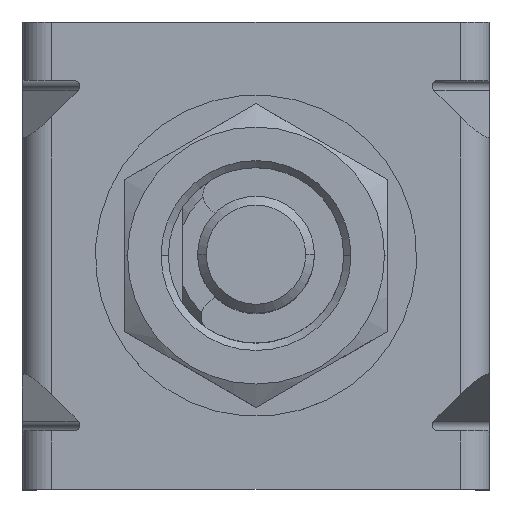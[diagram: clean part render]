
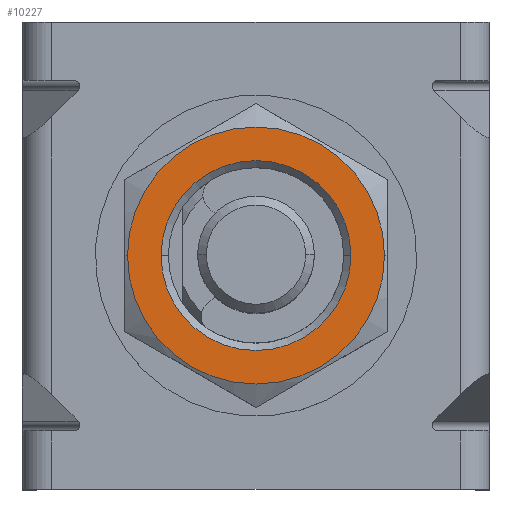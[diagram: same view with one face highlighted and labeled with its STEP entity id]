
A CAD part, top view. The second image highlights one B-rep face of the part: STEP entity #10227.
In plain terms, the highlighted planar face has unit normal (0, 0, 1).
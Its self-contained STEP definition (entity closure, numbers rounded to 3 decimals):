
#774 = CARTESIAN_POINT ( 'NONE',  ( 0., 0., 2. ) ) ;
#1414 = FACE_BOUND ( 'NONE', #1898, .T. ) ;
#1461 = CIRCLE ( 'NONE', #9259, 3.25 ) ;
#1898 = EDGE_LOOP ( 'NONE', ( #5586, #4513 ) ) ;
#2040 = ORIENTED_EDGE ( 'NONE', *, *, #5778, .F. ) ;
#2170 = AXIS2_PLACEMENT_3D ( 'NONE', #13896, #6071, #9961 ) ;
#2640 = PLANE ( 'NONE',  #4912 ) ;
#3013 = CIRCLE ( 'NONE', #14326, 3.25 ) ;
#3332 = DIRECTION ( 'NONE',  ( 0., 0., -1. ) ) ;
#3528 = CARTESIAN_POINT ( 'NONE',  ( 0., 0., 2. ) ) ;
#4160 = CARTESIAN_POINT ( 'NONE',  ( -3.25, 0., 2. ) ) ;
#4513 = ORIENTED_EDGE ( 'NONE', *, *, #7118, .T. ) ;
#4671 = DIRECTION ( 'NONE',  ( -1., 0., 0. ) ) ;
#4912 = AXIS2_PLACEMENT_3D ( 'NONE', #9083, #5040, #12981 ) ;
#4996 = DIRECTION ( 'NONE',  ( 0., 0., -1. ) ) ;
#5040 = DIRECTION ( 'NONE',  ( 0., 0., -1. ) ) ;
#5516 = VERTEX_POINT ( 'NONE', #11717 ) ;
#5586 = ORIENTED_EDGE ( 'NONE', *, *, #11885, .T. ) ;
#5778 = EDGE_CURVE ( 'NONE', #5516, #6234, #12696, .T. ) ;
#6071 = DIRECTION ( 'NONE',  ( 0., 0., -1. ) ) ;
#6234 = VERTEX_POINT ( 'NONE', #16146 ) ;
#7118 = EDGE_CURVE ( 'NONE', #14327, #10313, #1461, .T. ) ;
#8420 = ORIENTED_EDGE ( 'NONE', *, *, #10251, .F. ) ;
#8655 = DIRECTION ( 'NONE',  ( 1., 0., 0. ) ) ;
#8761 = FACE_OUTER_BOUND ( 'NONE', #14569, .T. ) ;
#9083 = CARTESIAN_POINT ( 'NONE',  ( -4.5, -2.598, 2. ) ) ;
#9235 = DIRECTION ( 'NONE',  ( 0., 0., -1. ) ) ;
#9259 = AXIS2_PLACEMENT_3D ( 'NONE', #3528, #4996, #8655 ) ;
#9281 = AXIS2_PLACEMENT_3D ( 'NONE', #774, #3332, #4671 ) ;
#9961 = DIRECTION ( 'NONE',  ( -1., 0., 0. ) ) ;
#10227 = ADVANCED_FACE ( 'NONE', ( #8761, #1414 ), #2640, .F. ) ;
#10251 = EDGE_CURVE ( 'NONE', #6234, #5516, #13217, .T. ) ;
#10313 = VERTEX_POINT ( 'NONE', #15881 ) ;
#11717 = CARTESIAN_POINT ( 'NONE',  ( 4.4, 0., 2. ) ) ;
#11885 = EDGE_CURVE ( 'NONE', #10313, #14327, #3013, .T. ) ;
#12696 = CIRCLE ( 'NONE', #2170, 4.4 ) ;
#12981 = DIRECTION ( 'NONE',  ( -1., 0., 0. ) ) ;
#13217 = CIRCLE ( 'NONE', #9281, 4.4 ) ;
#13896 = CARTESIAN_POINT ( 'NONE',  ( 0., 0., 2. ) ) ;
#14326 = AXIS2_PLACEMENT_3D ( 'NONE', #15609, #9235, #14466 ) ;
#14327 = VERTEX_POINT ( 'NONE', #4160 ) ;
#14466 = DIRECTION ( 'NONE',  ( 1., 0., 0. ) ) ;
#14569 = EDGE_LOOP ( 'NONE', ( #8420, #2040 ) ) ;
#15609 = CARTESIAN_POINT ( 'NONE',  ( 0., 0., 2. ) ) ;
#15881 = CARTESIAN_POINT ( 'NONE',  ( 3.25, 0., 2. ) ) ;
#16146 = CARTESIAN_POINT ( 'NONE',  ( -4.4, 0., 2. ) ) ;
